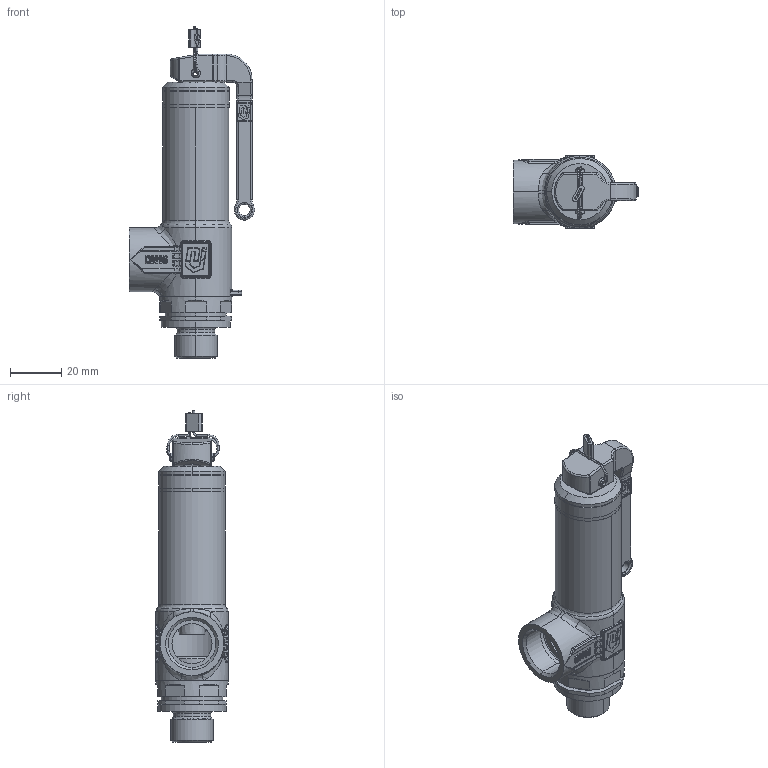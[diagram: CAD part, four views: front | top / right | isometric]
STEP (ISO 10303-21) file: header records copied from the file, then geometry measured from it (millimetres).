
FILE_DESCRIPTION(('HOOPS Exchange Step'),'2;1');
FILE_NAME('07_SV1801-DN10-3-8-x-1-2.stp','2025-02-07T11:31:52+01:00',('nieru'),('Unknown organisation'),'HOOPS Exchange 2024.2','HOOPS Exchange','Unknown authorisation');
FILE_SCHEMA( ('AP203_CONFIGURATION_CONTROLLED_3D_DESIGN_OF_MECHANICAL_PARTS_AND_ASSEMBLIES_MIM_LF') );
Length unit declared in the file: millimetre
Products named in the file (2): 0; root
Assembly tree (1 placements, depth 2):
  root
    0
Bounding box: 49 x 28.6 x 130 mm (x, y, z)
Volume: 38593.7 mm3; surface area: 27139.8 mm2
Topology: 8 solids, 8 shells, 1976 faces, 4695 edges, 2709 vertices
Faces by surface type: cylinder 652, bspline 529, plane 380, torus 355, cone 42, sphere 18
Full cylindrical faces by diameter (mm): 26 x1
Entity records: 110476 total; most frequent: CARTESIAN_POINT 67912, ORIENTED_EDGE 9252, DIRECTION 8051, EDGE_CURVE 4626, AXIS2_PLACEMENT_3D 3211, VERTEX_POINT 2709, EDGE_LOOP 2043, FACE_BOUND 2043
